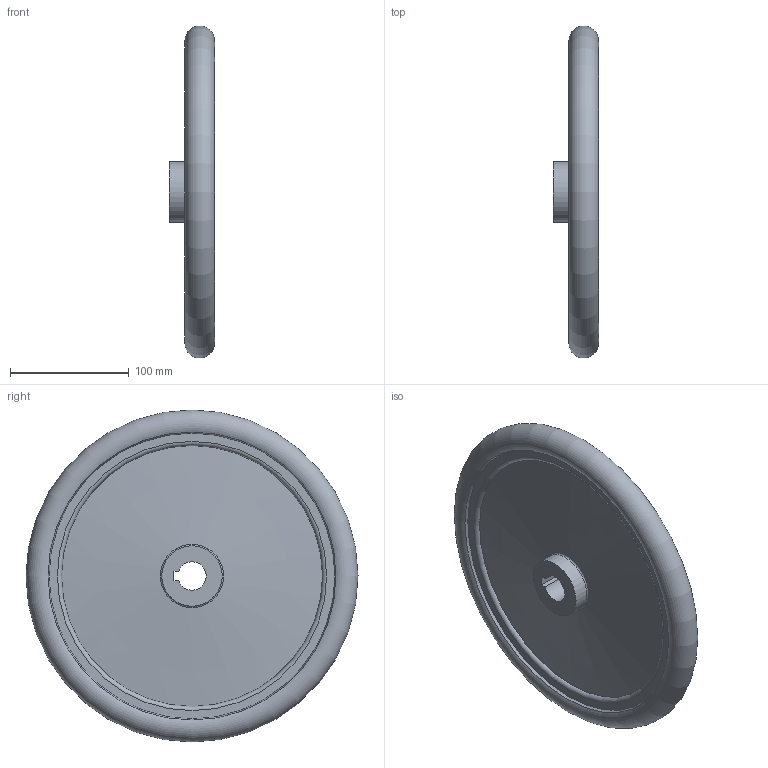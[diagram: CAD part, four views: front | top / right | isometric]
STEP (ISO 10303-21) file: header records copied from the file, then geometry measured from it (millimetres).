
FILE_DESCRIPTION( ( 'STEP AP214' ), '1' );
FILE_NAME( 'K0163.1280X24.stp', '2020-11-26T10:29:58', ( '' ), ( '' ), ' ', 'PARTsolutions', ' ' );
FILE_SCHEMA( ( 'AUTOMOTIVE_DESIGN { 1 0 10303 214 1 1 1 1 }' ) );
Length unit declared in the file: millimetre
Products named in the file (1): _K0163.1280X24
Bounding box: 38 x 279.94 x 279.94 mm (x, y, z)
Volume: 864612.7 mm3; surface area: 146033.1 mm2
Topology: 1 solids, 1 shells, 19 faces, 37 edges, 22 vertices
Faces by surface type: plane 7, torus 5, cone 4, cylinder 3
Full cylindrical faces by diameter (mm): 51 x2
Entity records: 604 total; most frequent: DIRECTION 82, CARTESIAN_POINT 69, ORIENTED_EDGE 52, AXIS2_PLACEMENT_3D 36, EDGE_LOOP 34, FACE_OUTER_BOUND 26, EDGE_CURVE 26, VERTEX_POINT 23
